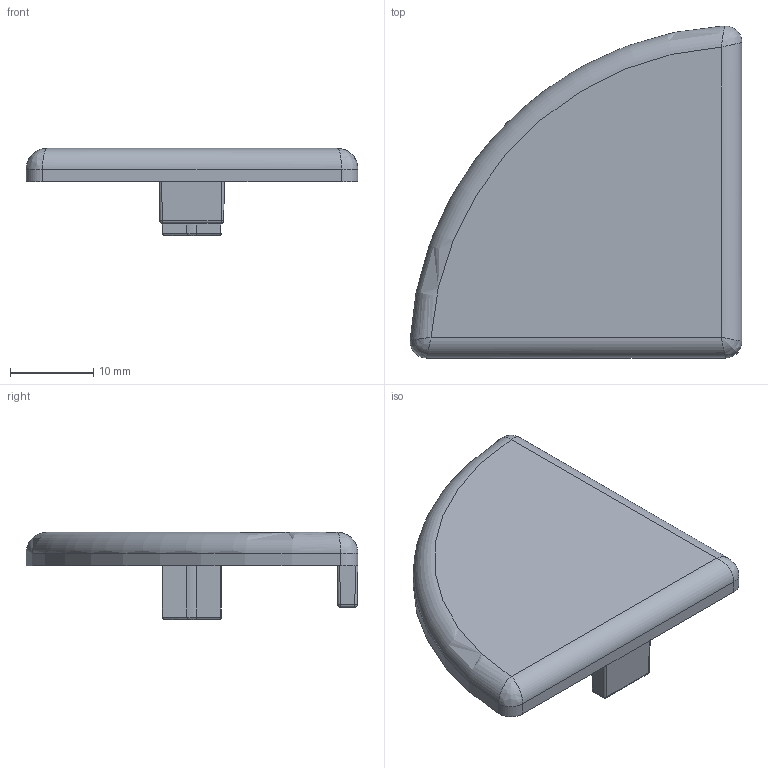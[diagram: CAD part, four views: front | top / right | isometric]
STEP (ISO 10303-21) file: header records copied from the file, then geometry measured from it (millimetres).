
FILE_DESCRIPTION (( 'STEP AP214' ), '1' );
FILE_NAME ('084.201.088.STEP', '2019-05-14T14:51:16', ( '' ), ( '' ), 'SwSTEP 2.0', 'SolidWorks 2018', '' );
FILE_SCHEMA (( 'AUTOMOTIVE_DESIGN' ));
Length unit declared in the file: millimetre
Products named in the file (1): 084.201.088
Bounding box: 39.94 x 39.94 x 10.5 mm (x, y, z)
Volume: 3693.2 mm3; surface area: 3532.2 mm2
Topology: 1 solids, 1 shells, 233 faces, 619 edges, 399 vertices
Faces by surface type: plane 187, cylinder 27, torus 7, bspline 5, sphere 4, cone 3
Entity records: 7334 total; most frequent: CARTESIAN_POINT 1624, ORIENTED_EDGE 1220, DIRECTION 1077, EDGE_CURVE 610, LINE 537, VECTOR 537, VERTEX_POINT 397, AXIS2_PLACEMENT_3D 270
